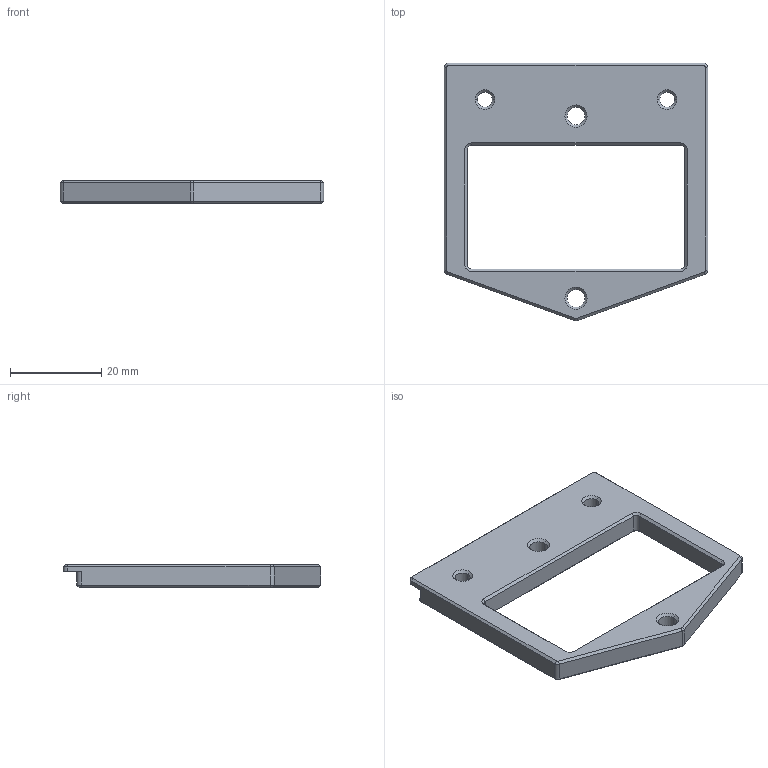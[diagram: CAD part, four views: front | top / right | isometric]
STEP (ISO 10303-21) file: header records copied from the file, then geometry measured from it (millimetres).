
FILE_DESCRIPTION (( 'STEP AP203' ), '1' );
FILE_NAME ('こ趼羲壽假蚾釱.STEP', '2024-01-19T05:02:11', ( 'Leo' ), ( '' ), 'SwSTEP 2.0', 'SolidWorks 2022', '' );
FILE_SCHEMA (( 'CONFIG_CONTROL_DESIGN' ));
Length unit declared in the file: millimetre
Products named in the file (1): 品字开关安装座
Bounding box: 57.8 x 56.54 x 5 mm (x, y, z)
Volume: 7304.8 mm3; surface area: 5059.6 mm2
Topology: 1 solids, 1 shells, 90 faces, 206 edges, 120 vertices
Faces by surface type: cone 34, plane 33, cylinder 23
Entity records: 2591 total; most frequent: DIRECTION 468, CARTESIAN_POINT 417, ORIENTED_EDGE 412, EDGE_CURVE 206, AXIS2_PLACEMENT_3D 171, VECTOR 126, LINE 126, VERTEX_POINT 120
